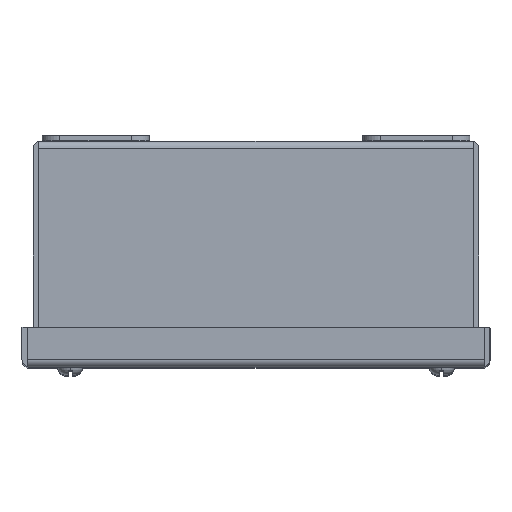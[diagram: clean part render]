
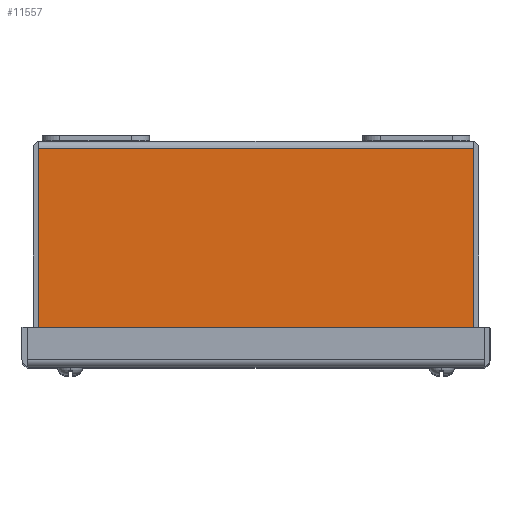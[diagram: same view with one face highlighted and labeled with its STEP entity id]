
A CAD part, top view. The second image highlights one B-rep face of the part: STEP entity #11557.
In plain terms, the highlighted planar face has unit normal (0, 0, 1).
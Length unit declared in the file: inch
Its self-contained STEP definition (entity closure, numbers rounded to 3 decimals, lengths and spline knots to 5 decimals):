
#157 = ORIENTED_EDGE ( 'NONE', *, *, #10774, .T. ) ;
#337 = CARTESIAN_POINT ( 'NONE',  ( 3.05221, 39.37008, 4.75 ) ) ;
#445 = LINE ( 'NONE', #337, #11880 ) ;
#1570 = VERTEX_POINT ( 'NONE', #12137 ) ;
#3860 = DIRECTION ( 'NONE',  ( 0., 0., -1. ) ) ;
#4168 = CARTESIAN_POINT ( 'NONE',  ( -3.05221, -2.892, 4.75 ) ) ;
#4732 = DIRECTION ( 'NONE',  ( -1., 0., 0. ) ) ;
#4842 = LINE ( 'NONE', #19765, #6607 ) ;
#5591 = EDGE_CURVE ( 'NONE', #1570, #20994, #19800, .T. ) ;
#6607 = VECTOR ( 'NONE', #4732, 39.37008 ) ;
#6615 = DIRECTION ( 'NONE',  ( 1., 0., 0. ) ) ;
#7167 = EDGE_LOOP ( 'NONE', ( #20722, #20317, #18684, #157 ) ) ;
#8991 = CARTESIAN_POINT ( 'NONE',  ( -3.05221, 39.37008, 4.75 ) ) ;
#9216 = DIRECTION ( 'NONE',  ( 0., -1., 0. ) ) ;
#9371 = VECTOR ( 'NONE', #6615, 39.37008 ) ;
#9943 = AXIS2_PLACEMENT_3D ( 'NONE', #18674, #3860, #17245 ) ;
#10197 = CARTESIAN_POINT ( 'NONE',  ( 3.05221, -0.108, 4.75 ) ) ;
#10223 = DIRECTION ( 'NONE',  ( 0., -1., 0. ) ) ;
#10774 = EDGE_CURVE ( 'NONE', #1570, #21044, #15681, .T. ) ;
#11557 = ADVANCED_FACE ( 'NONE', ( #13524 ), #20216, .F. ) ;
#11880 = VECTOR ( 'NONE', #10223, 39.37008 ) ;
#12137 = CARTESIAN_POINT ( 'NONE',  ( -3.05221, -0.108, 4.75 ) ) ;
#12365 = VECTOR ( 'NONE', #9216, 39.37008 ) ;
#13209 = CARTESIAN_POINT ( 'NONE',  ( -3.017, -0.108, 4.75 ) ) ;
#13524 = FACE_OUTER_BOUND ( 'NONE', #7167, .T. ) ;
#15253 = VERTEX_POINT ( 'NONE', #15748 ) ;
#15681 = LINE ( 'NONE', #8991, #12365 ) ;
#15748 = CARTESIAN_POINT ( 'NONE',  ( 3.05221, -2.892, 4.75 ) ) ;
#17245 = DIRECTION ( 'NONE',  ( -1., 0., 0. ) ) ;
#18674 = CARTESIAN_POINT ( 'NONE',  ( 21.281, 0., 4.75 ) ) ;
#18684 = ORIENTED_EDGE ( 'NONE', *, *, #5591, .F. ) ;
#19673 = EDGE_CURVE ( 'NONE', #15253, #21044, #4842, .T. ) ;
#19765 = CARTESIAN_POINT ( 'NONE',  ( -3.05221, -2.892, 4.75 ) ) ;
#19800 = LINE ( 'NONE', #13209, #9371 ) ;
#20216 = PLANE ( 'NONE',  #9943 ) ;
#20317 = ORIENTED_EDGE ( 'NONE', *, *, #20543, .F. ) ;
#20543 = EDGE_CURVE ( 'NONE', #20994, #15253, #445, .T. ) ;
#20722 = ORIENTED_EDGE ( 'NONE', *, *, #19673, .F. ) ;
#20994 = VERTEX_POINT ( 'NONE', #10197 ) ;
#21044 = VERTEX_POINT ( 'NONE', #4168 ) ;
